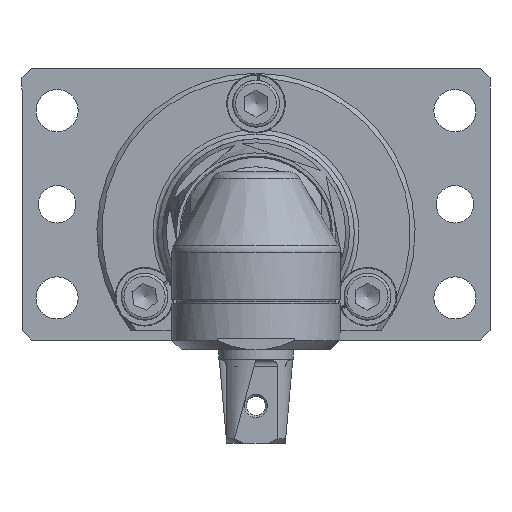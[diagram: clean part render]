
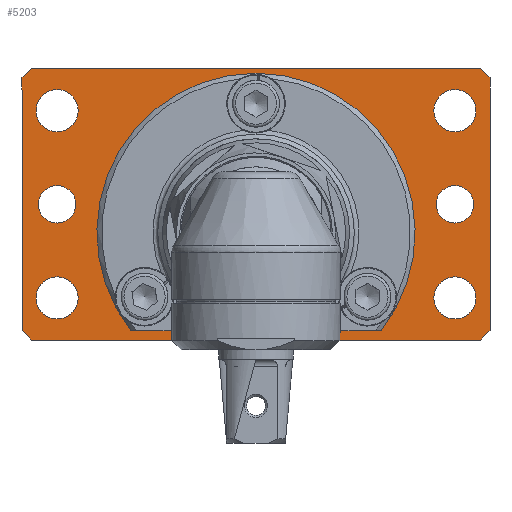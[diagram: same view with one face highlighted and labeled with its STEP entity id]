
A CAD part, front view. The second image highlights one B-rep face of the part: STEP entity #5203.
In plain terms, the highlighted planar face has unit normal (0, -1, 0).
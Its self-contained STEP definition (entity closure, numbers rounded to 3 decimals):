
#146=LINE('',#7931,#468);
#165=LINE('',#8069,#487);
#169=LINE('',#8078,#491);
#187=LINE('',#8206,#509);
#190=LINE('',#8212,#512);
#194=LINE('',#8220,#516);
#196=LINE('',#8223,#518);
#200=LINE('',#8230,#522);
#201=LINE('',#8232,#523);
#468=VECTOR('',#6233,10.);
#487=VECTOR('',#6394,10.);
#491=VECTOR('',#6400,10.);
#509=VECTOR('',#6548,10.);
#512=VECTOR('',#6553,10.);
#516=VECTOR('',#6559,10.);
#518=VECTOR('',#6563,10.);
#522=VECTOR('',#6569,10.);
#523=VECTOR('',#6572,10.);
#893=FACE_BOUND('',#1483,.T.);
#894=FACE_BOUND('',#1484,.T.);
#895=FACE_BOUND('',#1485,.T.);
#896=FACE_BOUND('',#1486,.T.);
#897=FACE_BOUND('',#1487,.T.);
#898=FACE_BOUND('',#1488,.T.);
#899=FACE_BOUND('',#1489,.T.);
#952=PLANE('',#5668);
#1153=FACE_OUTER_BOUND('',#1482,.T.);
#1482=EDGE_LOOP('',(#3872,#3873,#3874,#3875,#3876,#3877,#3878,#3879));
#1483=EDGE_LOOP('',(#3880));
#1484=EDGE_LOOP('',(#3881));
#1485=EDGE_LOOP('',(#3882));
#1486=EDGE_LOOP('',(#3883));
#1487=EDGE_LOOP('',(#3884));
#1488=EDGE_LOOP('',(#3885));
#1489=EDGE_LOOP('',(#3886,#3887));
#1824=CIRCLE('',#5476,34.);
#1902=CIRCLE('',#5588,4.5);
#1905=CIRCLE('',#5592,4.5);
#1908=CIRCLE('',#5596,4.5);
#1911=CIRCLE('',#5600,4.5);
#1926=CIRCLE('',#5619,4.);
#1929=CIRCLE('',#5623,4.);
#2175=VERTEX_POINT('',#7818);
#2178=VERTEX_POINT('',#7823);
#2252=VERTEX_POINT('',#8065);
#2254=VERTEX_POINT('',#8068);
#2256=VERTEX_POINT('',#8074);
#2258=VERTEX_POINT('',#8077);
#2262=VERTEX_POINT('',#8087);
#2265=VERTEX_POINT('',#8095);
#2268=VERTEX_POINT('',#8103);
#2271=VERTEX_POINT('',#8111);
#2286=VERTEX_POINT('',#8149);
#2289=VERTEX_POINT('',#8157);
#2303=VERTEX_POINT('',#8205);
#2305=VERTEX_POINT('',#8211);
#2307=VERTEX_POINT('',#8217);
#2310=VERTEX_POINT('',#8227);
#2717=EDGE_CURVE('',#2175,#2178,#1824,.T.);
#2755=EDGE_CURVE('',#2178,#2175,#146,.T.);
#2822=EDGE_CURVE('',#2254,#2252,#165,.T.);
#2826=EDGE_CURVE('',#2258,#2256,#169,.T.);
#2832=EDGE_CURVE('',#2262,#2262,#1902,.T.);
#2836=EDGE_CURVE('',#2265,#2265,#1905,.T.);
#2840=EDGE_CURVE('',#2268,#2268,#1908,.T.);
#2844=EDGE_CURVE('',#2271,#2271,#1911,.T.);
#2863=EDGE_CURVE('',#2286,#2286,#1926,.T.);
#2867=EDGE_CURVE('',#2289,#2289,#1929,.T.);
#2890=EDGE_CURVE('',#2254,#2303,#187,.T.);
#2893=EDGE_CURVE('',#2305,#2252,#190,.T.);
#2897=EDGE_CURVE('',#2305,#2307,#194,.T.);
#2899=EDGE_CURVE('',#2258,#2307,#196,.T.);
#2903=EDGE_CURVE('',#2310,#2303,#200,.T.);
#2904=EDGE_CURVE('',#2310,#2256,#201,.T.);
#3872=ORIENTED_EDGE('',*,*,#2904,.F.);
#3873=ORIENTED_EDGE('',*,*,#2903,.T.);
#3874=ORIENTED_EDGE('',*,*,#2890,.F.);
#3875=ORIENTED_EDGE('',*,*,#2822,.T.);
#3876=ORIENTED_EDGE('',*,*,#2893,.F.);
#3877=ORIENTED_EDGE('',*,*,#2897,.T.);
#3878=ORIENTED_EDGE('',*,*,#2899,.F.);
#3879=ORIENTED_EDGE('',*,*,#2826,.T.);
#3880=ORIENTED_EDGE('',*,*,#2867,.T.);
#3881=ORIENTED_EDGE('',*,*,#2863,.T.);
#3882=ORIENTED_EDGE('',*,*,#2844,.T.);
#3883=ORIENTED_EDGE('',*,*,#2840,.T.);
#3884=ORIENTED_EDGE('',*,*,#2836,.T.);
#3885=ORIENTED_EDGE('',*,*,#2832,.T.);
#3886=ORIENTED_EDGE('',*,*,#2755,.T.);
#3887=ORIENTED_EDGE('',*,*,#2717,.T.);
#5203=ADVANCED_FACE('',(#1153,#893,#894,#895,#896,#897,#898,#899),#952,
 .T.);
#5476=AXIS2_PLACEMENT_3D('',#7825,#6154,#6155);
#5588=AXIS2_PLACEMENT_3D('',#8089,#6410,#6411);
#5592=AXIS2_PLACEMENT_3D('',#8097,#6419,#6420);
#5596=AXIS2_PLACEMENT_3D('',#8105,#6428,#6429);
#5600=AXIS2_PLACEMENT_3D('',#8113,#6437,#6438);
#5619=AXIS2_PLACEMENT_3D('',#8151,#6479,#6480);
#5623=AXIS2_PLACEMENT_3D('',#8159,#6488,#6489);
#5668=AXIS2_PLACEMENT_3D('',#8255,#6602,#6603);
#6154=DIRECTION('center_axis',(0.,1.,0.));
#6155=DIRECTION('ref_axis',(0.,0.,
-1.));
#6233=DIRECTION('',(-1.,0.,0.));
#6394=DIRECTION('',(0.,0.,-1.));
#6400=DIRECTION('',(0.,0.,1.));
#6410=DIRECTION('center_axis',(0.,1.,0.));
#6411=DIRECTION('ref_axis',(0.,0.,
-1.));
#6419=DIRECTION('center_axis',(0.,1.,0.));
#6420=DIRECTION('ref_axis',(0.,0.,
-1.));
#6428=DIRECTION('center_axis',(0.,1.,0.));
#6429=DIRECTION('ref_axis',(0.,0.,
-1.));
#6437=DIRECTION('center_axis',(0.,1.,0.));
#6438=DIRECTION('ref_axis',(0.,0.,
-1.));
#6479=DIRECTION('center_axis',(0.,1.,0.));
#6480=DIRECTION('ref_axis',(0.,0.,
-1.));
#6488=DIRECTION('center_axis',(0.,1.,0.));
#6489=DIRECTION('ref_axis',(0.,0.,
-1.));
#6548=DIRECTION('',(0.707,0.,0.707));
#6553=DIRECTION('',(-0.707,0.,0.707));
#6559=DIRECTION('',(1.,0.,0.));
#6563=DIRECTION('',(-0.707,0.,-0.707));
#6569=DIRECTION('',(-1.,0.,0.));
#6572=DIRECTION('',(0.707,0.,-0.707));
#6602=DIRECTION('center_axis',(0.,-1.,0.));
#6603=DIRECTION('ref_axis',(0.,0.,1.));
#7818=CARTESIAN_POINT('',(-26.739,-30.549,-21.));
#7823=CARTESIAN_POINT('',(26.739,-30.549,-21.));
#7825=CARTESIAN_POINT('Origin',(0.,-30.549,
0.));
#7931=CARTESIAN_POINT('',(13.37,-30.549,-21.));
#8065=CARTESIAN_POINT('',(-50.,-30.549,-21.));
#8068=CARTESIAN_POINT('',(-50.,-30.549,33.));
#8069=CARTESIAN_POINT('',(-50.,-30.549,35.));
#8074=CARTESIAN_POINT('',(50.,-30.549,33.));
#8077=CARTESIAN_POINT('',(50.,-30.549,-21.));
#8078=CARTESIAN_POINT('',(50.,-30.549,-23.));
#8087=CARTESIAN_POINT('',(42.5,-30.549,30.5));
#8089=CARTESIAN_POINT('Origin',(42.5,-30.549,26.));
#8095=CARTESIAN_POINT('',(-42.5,-30.549,30.5));
#8097=CARTESIAN_POINT('Origin',(-42.5,-30.549,26.));
#8103=CARTESIAN_POINT('',(42.5,-30.549,-9.5));
#8105=CARTESIAN_POINT('Origin',(42.5,-30.549,-14.));
#8111=CARTESIAN_POINT('',(-42.5,-30.549,-9.5));
#8113=CARTESIAN_POINT('Origin',(-42.5,-30.549,-14.));
#8149=CARTESIAN_POINT('',(-42.5,-30.549,10.));
#8151=CARTESIAN_POINT('Origin',(-42.5,-30.549,6.));
#8157=CARTESIAN_POINT('',(42.5,-30.549,10.));
#8159=CARTESIAN_POINT('Origin',(42.5,-30.549,6.));
#8205=CARTESIAN_POINT('',(-48.,-30.549,35.));
#8206=CARTESIAN_POINT('',(-43.75,-30.549,39.25));
#8211=CARTESIAN_POINT('',(-48.,-30.549,-23.));
#8212=CARTESIAN_POINT('',(-43.75,-30.549,-27.25));
#8217=CARTESIAN_POINT('',(48.,-30.549,-23.));
#8220=CARTESIAN_POINT('',(-50.,-30.549,-23.));
#8223=CARTESIAN_POINT('',(43.75,-30.549,-27.25));
#8227=CARTESIAN_POINT('',(48.,-30.549,35.));
#8230=CARTESIAN_POINT('',(50.,-30.549,35.));
#8232=CARTESIAN_POINT('',(43.75,-30.549,39.25));
#8255=CARTESIAN_POINT('Origin',(0.,-30.549,6.));
